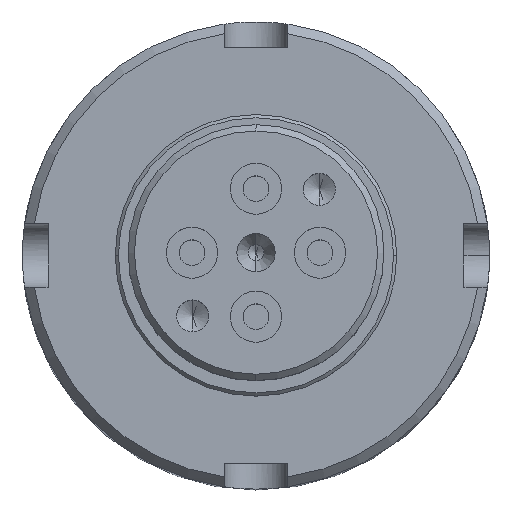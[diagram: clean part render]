
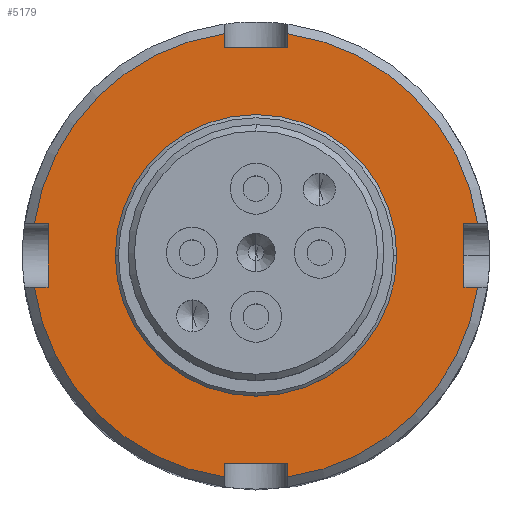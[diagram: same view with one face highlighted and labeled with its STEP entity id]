
A CAD part, top view. The second image highlights one B-rep face of the part: STEP entity #5179.
In plain terms, the highlighted planar face has unit normal (0, 0, 1).
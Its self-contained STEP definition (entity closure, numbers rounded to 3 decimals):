
#122 = EDGE_CURVE ( 'NONE', #1865, #1760, #571, .T. ) ;
#123 = EDGE_CURVE ( 'NONE', #1865, #1919, #574, .T. ) ;
#125 = EDGE_CURVE ( 'NONE', #1917, #1912, #568, .T. ) ;
#126 = EDGE_CURVE ( 'NONE', #1900, #1912, #570, .T. ) ;
#127 = EDGE_CURVE ( 'NONE', #1917, #1773, #566, .T. ) ;
#128 = EDGE_CURVE ( 'NONE', #1887, #1789, #563, .T. ) ;
#129 = EDGE_CURVE ( 'NONE', #1918, #1919, #572, .T. ) ;
#130 = EDGE_CURVE ( 'NONE', #1918, #1773, #561, .T. ) ;
#190 = EDGE_CURVE ( 'NONE', #1772, #1760, #461, .T. ) ;
#193 = EDGE_CURVE ( 'NONE', #1809, #1892, #460, .T. ) ;
#194 = EDGE_CURVE ( 'NONE', #1809, #1808, #450, .T. ) ;
#195 = EDGE_CURVE ( 'NONE', #1828, #1808, #448, .T. ) ;
#196 = EDGE_CURVE ( 'NONE', #1828, #1806, #447, .T. ) ;
#197 = EDGE_CURVE ( 'NONE', #1762, #1761, #444, .T. ) ;
#198 = EDGE_CURVE ( 'NONE', #1762, #1806, #439, .T. ) ;
#200 = EDGE_CURVE ( 'NONE', #1772, #1892, #436, .T. ) ;
#202 = EDGE_CURVE ( 'NONE', #1900, #1761, #453, .T. ) ;
#431 = VECTOR ( 'NONE', #3077, 1000. ) ;
#434 = VECTOR ( 'NONE', #3120, 1000. ) ;
#436 = LINE ( 'NONE', #3076, #431 ) ;
#437 = VECTOR ( 'NONE', #3063, 1000. ) ;
#439 = LINE ( 'NONE', #3062, #437 ) ;
#440 = VECTOR ( 'NONE', #3068, 1000. ) ;
#444 = CIRCLE ( 'NONE', #2530, 35. ) ;
#445 = VECTOR ( 'NONE', #3055, 1000. ) ;
#447 = LINE ( 'NONE', #3067, #440 ) ;
#448 = LINE ( 'NONE', #3060, #445 ) ;
#449 = VECTOR ( 'NONE', #3061, 1000. ) ;
#450 = CIRCLE ( 'NONE', #2506, 35. ) ;
#453 = LINE ( 'NONE', #3118, #434 ) ;
#455 = VECTOR ( 'NONE', #3009, 1000. ) ;
#460 = LINE ( 'NONE', #3056, #449 ) ;
#461 = LINE ( 'NONE', #3051, #455 ) ;
#552 = VECTOR ( 'NONE', #2804, 1000. ) ;
#557 = VECTOR ( 'NONE', #2795, 1000. ) ;
#561 = LINE ( 'NONE', #2803, #552 ) ;
#563 = CIRCLE ( 'NONE', #2620, 22. ) ;
#565 = VECTOR ( 'NONE', #2794, 1000. ) ;
#566 = CIRCLE ( 'NONE', #2622, 35. ) ;
#567 = VECTOR ( 'NONE', #2792, 1000. ) ;
#568 = LINE ( 'NONE', #2791, #567 ) ;
#569 = VECTOR ( 'NONE', #2741, 1000. ) ;
#570 = LINE ( 'NONE', #2793, #565 ) ;
#571 = CIRCLE ( 'NONE', #2499, 35. ) ;
#572 = LINE ( 'NONE', #2799, #557 ) ;
#574 = LINE ( 'NONE', #2746, #569 ) ;
#614 = ORIENTED_EDGE ( 'NONE', *, *, #5058, .F. ) ;
#689 = ORIENTED_EDGE ( 'NONE', *, *, #129, .T. ) ;
#690 = ORIENTED_EDGE ( 'NONE', *, *, #198, .F. ) ;
#707 = ORIENTED_EDGE ( 'NONE', *, *, #196, .T. ) ;
#805 = EDGE_LOOP ( 'NONE', ( #943, #614 ) ) ;
#863 = EDGE_LOOP ( 'NONE', ( #1008, #939, #996, #942, #934, #941, #938, #707, #690, #1072, #974, #1082, #994, #1097, #1055, #689 ) ) ;
#934 = ORIENTED_EDGE ( 'NONE', *, *, #193, .F. ) ;
#938 = ORIENTED_EDGE ( 'NONE', *, *, #195, .F. ) ;
#939 = ORIENTED_EDGE ( 'NONE', *, *, #122, .T. ) ;
#941 = ORIENTED_EDGE ( 'NONE', *, *, #194, .T. ) ;
#942 = ORIENTED_EDGE ( 'NONE', *, *, #200, .T. ) ;
#943 = ORIENTED_EDGE ( 'NONE', *, *, #128, .F. ) ;
#974 = ORIENTED_EDGE ( 'NONE', *, *, #202, .F. ) ;
#994 = ORIENTED_EDGE ( 'NONE', *, *, #125, .F. ) ;
#996 = ORIENTED_EDGE ( 'NONE', *, *, #190, .F. ) ;
#1008 = ORIENTED_EDGE ( 'NONE', *, *, #123, .F. ) ;
#1055 = ORIENTED_EDGE ( 'NONE', *, *, #130, .F. ) ;
#1072 = ORIENTED_EDGE ( 'NONE', *, *, #197, .T. ) ;
#1082 = ORIENTED_EDGE ( 'NONE', *, *, #126, .T. ) ;
#1097 = ORIENTED_EDGE ( 'NONE', *, *, #127, .T. ) ;
#1760 = VERTEX_POINT ( 'NONE', #3187 ) ;
#1761 = VERTEX_POINT ( 'NONE', #3188 ) ;
#1762 = VERTEX_POINT ( 'NONE', #3189 ) ;
#1772 = VERTEX_POINT ( 'NONE', #3199 ) ;
#1773 = VERTEX_POINT ( 'NONE', #3200 ) ;
#1789 = VERTEX_POINT ( 'NONE', #3216 ) ;
#1806 = VERTEX_POINT ( 'NONE', #3233 ) ;
#1808 = VERTEX_POINT ( 'NONE', #3235 ) ;
#1809 = VERTEX_POINT ( 'NONE', #3236 ) ;
#1828 = VERTEX_POINT ( 'NONE', #3255 ) ;
#1865 = VERTEX_POINT ( 'NONE', #3641 ) ;
#1887 = VERTEX_POINT ( 'NONE', #3665 ) ;
#1892 = VERTEX_POINT ( 'NONE', #3670 ) ;
#1900 = VERTEX_POINT ( 'NONE', #3678 ) ;
#1912 = VERTEX_POINT ( 'NONE', #3690 ) ;
#1917 = VERTEX_POINT ( 'NONE', #3695 ) ;
#1918 = VERTEX_POINT ( 'NONE', #3696 ) ;
#1919 = VERTEX_POINT ( 'NONE', #3697 ) ;
#2463 = AXIS2_PLACEMENT_3D ( 'NONE', #5246, #5247, #5248 ) ;
#2499 = AXIS2_PLACEMENT_3D ( 'NONE', #2747, #2748, #2749 ) ;
#2506 = AXIS2_PLACEMENT_3D ( 'NONE', #3064, #3065, #3066 ) ;
#2530 = AXIS2_PLACEMENT_3D ( 'NONE', #3071, #3072, #3073 ) ;
#2620 = AXIS2_PLACEMENT_3D ( 'NONE', #2800, #2801, #2802 ) ;
#2622 = AXIS2_PLACEMENT_3D ( 'NONE', #2796, #2797, #2798 ) ;
#2741 = DIRECTION ( 'NONE',  ( -1., 0., 0. ) ) ;
#2746 = CARTESIAN_POINT ( 'NONE',  ( 0., 5., 102. ) ) ;
#2747 = CARTESIAN_POINT ( 'NONE',  ( 0., 0., 102. ) ) ;
#2748 = DIRECTION ( 'NONE',  ( 0., 0., 1. ) ) ;
#2749 = DIRECTION ( 'NONE',  ( 1., 0., 0. ) ) ;
#2791 = CARTESIAN_POINT ( 'NONE',  ( 5., 0., 102. ) ) ;
#2792 = DIRECTION ( 'NONE',  ( 0., 1., 0. ) ) ;
#2793 = CARTESIAN_POINT ( 'NONE',  ( 0., -32.5, 102. ) ) ;
#2794 = DIRECTION ( 'NONE',  ( 1., 0., 0. ) ) ;
#2795 = DIRECTION ( 'NONE',  ( 0., 1., 0. ) ) ;
#2796 = CARTESIAN_POINT ( 'NONE',  ( 0., 0., 102. ) ) ;
#2797 = DIRECTION ( 'NONE',  ( 0., 0., 1. ) ) ;
#2798 = DIRECTION ( 'NONE',  ( 1., 0., 0. ) ) ;
#2799 = CARTESIAN_POINT ( 'NONE',  ( 32.5, 0., 102. ) ) ;
#2800 = CARTESIAN_POINT ( 'NONE',  ( 0., 0., 102. ) ) ;
#2801 = DIRECTION ( 'NONE',  ( 0., 0., 1. ) ) ;
#2802 = DIRECTION ( 'NONE',  ( 1., 0., 0. ) ) ;
#2803 = CARTESIAN_POINT ( 'NONE',  ( 0., -5., 102. ) ) ;
#2804 = DIRECTION ( 'NONE',  ( 1., 0., 0. ) ) ;
#3009 = DIRECTION ( 'NONE',  ( 0., 1., 0. ) ) ;
#3051 = CARTESIAN_POINT ( 'NONE',  ( 5., 0., 102. ) ) ;
#3055 = DIRECTION ( 'NONE',  ( -1., 0., 0. ) ) ;
#3056 = CARTESIAN_POINT ( 'NONE',  ( -5., 0., 102. ) ) ;
#3060 = CARTESIAN_POINT ( 'NONE',  ( 0., 5., 102. ) ) ;
#3061 = DIRECTION ( 'NONE',  ( 0., -1., 0. ) ) ;
#3062 = CARTESIAN_POINT ( 'NONE',  ( 0., -5., 102. ) ) ;
#3063 = DIRECTION ( 'NONE',  ( 1., 0., 0. ) ) ;
#3064 = CARTESIAN_POINT ( 'NONE',  ( 0., 0., 102. ) ) ;
#3065 = DIRECTION ( 'NONE',  ( 0., 0., 1. ) ) ;
#3066 = DIRECTION ( 'NONE',  ( 1., 0., 0. ) ) ;
#3067 = CARTESIAN_POINT ( 'NONE',  ( -32.5, 0., 102. ) ) ;
#3068 = DIRECTION ( 'NONE',  ( 0., -1., 0. ) ) ;
#3071 = CARTESIAN_POINT ( 'NONE',  ( 0., 0., 102. ) ) ;
#3072 = DIRECTION ( 'NONE',  ( 0., 0., 1. ) ) ;
#3073 = DIRECTION ( 'NONE',  ( 1., 0., 0. ) ) ;
#3076 = CARTESIAN_POINT ( 'NONE',  ( 0., 32.5, 102. ) ) ;
#3077 = DIRECTION ( 'NONE',  ( -1., 0., 0. ) ) ;
#3118 = CARTESIAN_POINT ( 'NONE',  ( -5., 0., 102. ) ) ;
#3120 = DIRECTION ( 'NONE',  ( 0., -1., 0. ) ) ;
#3187 = CARTESIAN_POINT ( 'NONE',  ( 5., 34.641, 102. ) ) ;
#3188 = CARTESIAN_POINT ( 'NONE',  ( -5., -34.641, 102. ) ) ;
#3189 = CARTESIAN_POINT ( 'NONE',  ( -34.641, -5., 102. ) ) ;
#3199 = CARTESIAN_POINT ( 'NONE',  ( 5., 32.5, 102. ) ) ;
#3200 = CARTESIAN_POINT ( 'NONE',  ( 34.641, -5., 102. ) ) ;
#3216 = CARTESIAN_POINT ( 'NONE',  ( 22., 0., 102. ) ) ;
#3233 = CARTESIAN_POINT ( 'NONE',  ( -32.5, -5., 102. ) ) ;
#3235 = CARTESIAN_POINT ( 'NONE',  ( -34.641, 5., 102. ) ) ;
#3236 = CARTESIAN_POINT ( 'NONE',  ( -5., 34.641, 102. ) ) ;
#3255 = CARTESIAN_POINT ( 'NONE',  ( -32.5, 5., 102. ) ) ;
#3641 = CARTESIAN_POINT ( 'NONE',  ( 34.641, 5., 102. ) ) ;
#3665 = CARTESIAN_POINT ( 'NONE',  ( -22., 0., 102. ) ) ;
#3670 = CARTESIAN_POINT ( 'NONE',  ( -5., 32.5, 102. ) ) ;
#3678 = CARTESIAN_POINT ( 'NONE',  ( -5., -32.5, 102. ) ) ;
#3690 = CARTESIAN_POINT ( 'NONE',  ( 5., -32.5, 102. ) ) ;
#3695 = CARTESIAN_POINT ( 'NONE',  ( 5., -34.641, 102. ) ) ;
#3696 = CARTESIAN_POINT ( 'NONE',  ( 32.5, -5., 102. ) ) ;
#3697 = CARTESIAN_POINT ( 'NONE',  ( 32.5, 5., 102. ) ) ;
#4135 = AXIS2_PLACEMENT_3D ( 'NONE', #5615, #5621, #5622 ) ;
#5058 = EDGE_CURVE ( 'NONE', #1789, #1887, #5936, .T. ) ;
#5179 = ADVANCED_FACE ( 'NONE', ( #5718, #5713 ), #5616, .T. ) ;
#5246 = CARTESIAN_POINT ( 'NONE',  ( 0., 0., 102. ) ) ;
#5247 = DIRECTION ( 'NONE',  ( 0., 0., 1. ) ) ;
#5248 = DIRECTION ( 'NONE',  ( 1., 0., 0. ) ) ;
#5615 = CARTESIAN_POINT ( 'NONE',  ( 0., 0., 102. ) ) ;
#5616 = PLANE ( 'NONE',  #4135 ) ;
#5621 = DIRECTION ( 'NONE',  ( 0., 0., 1. ) ) ;
#5622 = DIRECTION ( 'NONE',  ( 1., 0., 0. ) ) ;
#5713 = FACE_BOUND ( 'NONE', #805, .T. ) ;
#5718 = FACE_OUTER_BOUND ( 'NONE', #863, .T. ) ;
#5936 = CIRCLE ( 'NONE', #2463, 22. ) ;
